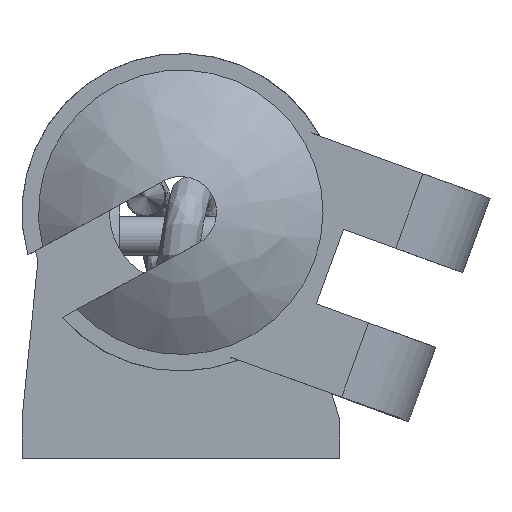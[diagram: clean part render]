
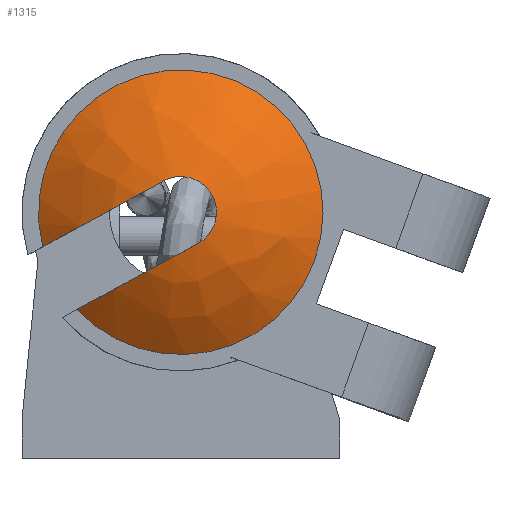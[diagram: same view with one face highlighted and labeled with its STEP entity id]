
A CAD part, left-side view. The second image highlights one B-rep face of the part: STEP entity #1315.
In plain terms, the highlighted free-form (B-spline) face has degree [3, 3] with [4, 13] control points.
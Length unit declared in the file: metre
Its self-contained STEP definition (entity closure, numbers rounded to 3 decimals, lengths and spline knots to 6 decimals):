
#30=B_SPLINE_SURFACE_WITH_KNOTS('',3,3,((#2143,#2144,#2145,#2146,#2147,
#2148,#2149,#2150,#2151,#2152,#2153,#2154,#2155),(#2156,#2157,#2158,#2159,
#2160,#2161,#2162,#2163,#2164,#2165,#2166,#2167,#2168),(#2169,#2170,#2171,
#2172,#2173,#2174,#2175,#2176,#2177,#2178,#2179,#2180,#2181),(#2182,#2183,
#2184,#2185,#2186,#2187,#2188,#2189,#2190,#2191,#2192,#2193,#2194)),
 .UNSPECIFIED.,.F.,.F.,.F.,(4,4),(4,1,1,1,1,1,1,1,1,1,4),(0.002134,
0.375),(2.637992,3.368607,3.733914,4.220991,
4.829836,5.560451,6.291066,6.899912,7.386988,
7.752296,8.48291),.UNSPECIFIED.);
#96=B_SPLINE_CURVE_WITH_KNOTS('',3,(#2195,#2196,#2197,#2198),
 .UNSPECIFIED.,.F.,.F.,(4,4),(0.,0.002365),.UNSPECIFIED.);
#97=B_SPLINE_CURVE_WITH_KNOTS('',3,(#2202,#2203,#2204,#2205),
 .UNSPECIFIED.,.F.,.F.,(4,4),(0.,0.002365),.UNSPECIFIED.);
#480=ORIENTED_EDGE('',*,*,#774,.F.);
#481=ORIENTED_EDGE('',*,*,#779,.T.);
#482=ORIENTED_EDGE('',*,*,#780,.T.);
#483=ORIENTED_EDGE('',*,*,#781,.F.);
#774=EDGE_CURVE('',#931,#932,#1024,.F.);
#779=EDGE_CURVE('',#931,#935,#96,.T.);
#780=EDGE_CURVE('',#935,#936,#1026,.F.);
#781=EDGE_CURVE('',#932,#936,#97,.T.);
#931=VERTEX_POINT('',#2126);
#932=VERTEX_POINT('',#2128);
#935=VERTEX_POINT('',#2199);
#936=VERTEX_POINT('',#2201);
#1024=CIRCLE('',#1451,0.00224);
#1026=CIRCLE('',#1454,0.000563);
#1087=EDGE_LOOP('',(#480,#481,#482,#483));
#1188=FACE_BOUND('',#1087,.T.);
#1315=ADVANCED_FACE('',(#1188),#30,.F.);
#1451=AXIS2_PLACEMENT_3D('',#2127,#1687,#1688);
#1454=AXIS2_PLACEMENT_3D('',#2200,#1694,#1695);
#1687=DIRECTION('',(0.,0.,1.));
#1688=DIRECTION('',(1.,0.,0.));
#1694=DIRECTION('',(0.,0.,1.));
#1695=DIRECTION('',(1.,0.,0.));
#2126=CARTESIAN_POINT('',(0.001254,-0.001856,0.00225));
#2127=CARTESIAN_POINT('',(0.,0.,0.00225));
#2128=CARTESIAN_POINT('',(0.001999,-0.001013,0.00225));
#2143=CARTESIAN_POINT('',(0.001962,-0.001081,0.00225));
#2144=CARTESIAN_POINT('',(0.00223,-0.000604,0.00225));
#2145=CARTESIAN_POINT('',(0.002343,0.000261,0.00225));
#2146=CARTESIAN_POINT('',(0.001864,0.001364,0.00225));
#2147=CARTESIAN_POINT('',(0.001031,0.002118,0.00225));
#2148=CARTESIAN_POINT('',(-0.000373,0.002386,0.00225));
#2149=CARTESIAN_POINT('',(-0.001837,0.00162,0.00225));
#2150=CARTESIAN_POINT('',(-0.002414,0.000072,0.00225));
#2151=CARTESIAN_POINT('',(-0.001973,-0.001288,0.00225));
#2152=CARTESIAN_POINT('',(-0.00112,-0.00202,0.00225));
#2153=CARTESIAN_POINT('',(0.000034,-0.002357,0.00225));
#2154=CARTESIAN_POINT('',(0.000878,-0.002137,0.00225));
#2155=CARTESIAN_POINT('',(0.001318,-0.001812,0.00225));
#2156=CARTESIAN_POINT('',(0.001472,-0.000811,0.002686));
#2157=CARTESIAN_POINT('',(0.001674,-0.000453,0.002686));
#2158=CARTESIAN_POINT('',(0.001758,0.000196,0.002686));
#2159=CARTESIAN_POINT('',(0.001398,0.001023,0.002686));
#2160=CARTESIAN_POINT('',(0.000774,0.001589,0.002686));
#2161=CARTESIAN_POINT('',(-0.00028,0.00179,0.002686));
#2162=CARTESIAN_POINT('',(-0.001378,0.001215,0.002686));
#2163=CARTESIAN_POINT('',(-0.001811,0.000054,0.002686));
#2164=CARTESIAN_POINT('',(-0.00148,-0.000966,0.002686));
#2165=CARTESIAN_POINT('',(-0.000841,-0.001515,0.002686));
#2166=CARTESIAN_POINT('',(0.000025,-0.001769,0.002686));
#2167=CARTESIAN_POINT('',(0.000659,-0.001604,0.002686));
#2168=CARTESIAN_POINT('',(0.000989,-0.001359,0.002686));
#2169=CARTESIAN_POINT('',(0.000983,-0.000541,0.002959));
#2170=CARTESIAN_POINT('',(0.001117,-0.000302,0.002959));
#2171=CARTESIAN_POINT('',(0.001173,0.000131,0.002959));
#2172=CARTESIAN_POINT('',(0.000933,0.000683,0.002959));
#2173=CARTESIAN_POINT('',(0.000516,0.001061,0.002959));
#2174=CARTESIAN_POINT('',(-0.000187,0.001195,0.002959));
#2175=CARTESIAN_POINT('',(-0.00092,0.000811,0.002959));
#2176=CARTESIAN_POINT('',(-0.001209,0.000036,0.002959));
#2177=CARTESIAN_POINT('',(-0.000988,-0.000645,0.002959));
#2178=CARTESIAN_POINT('',(-0.000561,-0.001011,0.002959));
#2179=CARTESIAN_POINT('',(0.000017,-0.00118,0.002959));
#2180=CARTESIAN_POINT('',(0.00044,-0.00107,0.002959));
#2181=CARTESIAN_POINT('',(0.00066,-0.000907,0.002959));
#2182=CARTESIAN_POINT('',(0.000493,-0.000271,0.003069));
#2183=CARTESIAN_POINT('',(0.00056,-0.000152,0.003069));
#2184=CARTESIAN_POINT('',(0.000588,0.000066,0.003069));
#2185=CARTESIAN_POINT('',(0.000468,0.000342,0.003069));
#2186=CARTESIAN_POINT('',(0.000259,0.000532,0.003069));
#2187=CARTESIAN_POINT('',(-0.000094,0.000599,0.003069));
#2188=CARTESIAN_POINT('',(-0.000461,0.000407,0.003069));
#2189=CARTESIAN_POINT('',(-0.000606,0.000018,0.003069));
#2190=CARTESIAN_POINT('',(-0.000495,-0.000323,0.003069));
#2191=CARTESIAN_POINT('',(-0.000281,-0.000507,0.003069));
#2192=CARTESIAN_POINT('',(0.000009,-0.000592,0.003069));
#2193=CARTESIAN_POINT('',(0.00022,-0.000537,0.003069));
#2194=CARTESIAN_POINT('',(0.000331,-0.000455,0.003069));
#2195=CARTESIAN_POINT('',(0.001254,-0.001856,0.00225));
#2196=CARTESIAN_POINT('',(0.000781,-0.001439,0.002726));
#2197=CARTESIAN_POINT('',(0.000223,-0.000947,0.003069));
#2198=CARTESIAN_POINT('',(-0.000372,-0.000422,0.003069));
#2199=CARTESIAN_POINT('',(-0.000372,-0.000422,0.003069));
#2200=CARTESIAN_POINT('',(0.,0.,0.003069));
#2201=CARTESIAN_POINT('',(0.000372,0.000422,0.003069));
#2202=CARTESIAN_POINT('',(0.001999,-0.001013,0.00225));
#2203=CARTESIAN_POINT('',(0.001525,-0.000595,0.002726));
#2204=CARTESIAN_POINT('',(0.000968,-0.000103,0.003069));
#2205=CARTESIAN_POINT('',(0.000372,0.000422,0.003069));
